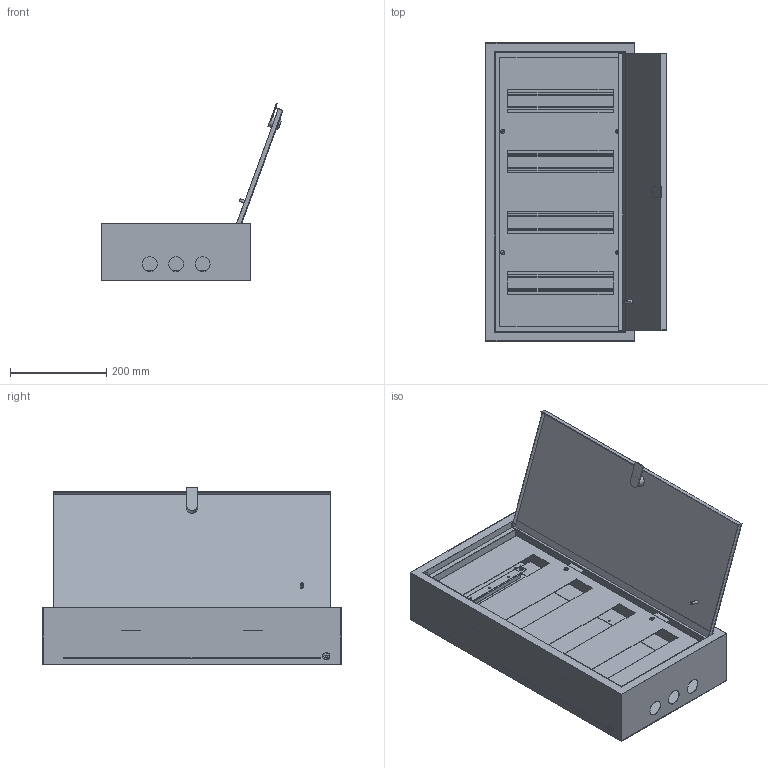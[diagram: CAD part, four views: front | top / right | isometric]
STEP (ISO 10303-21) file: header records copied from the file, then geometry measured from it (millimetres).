
FILE_DESCRIPTION (( 'STEP AP214' ), '1' );
FILE_NAME ('ShRN-48_IP31.STEP', '2016-11-14T05:22:36', ( 'user' ), ( '' ), 'SwSTEP 2.0', 'SolidWorks 2014', '' );
FILE_SCHEMA (( 'AUTOMOTIVE_DESIGN' ));
Length unit declared in the file: millimetre
Products named in the file (7): SC GOST 17473_gost_‚¨­â A.M5x10 ƒŽ‘’ 17473-80; ShRN-48_IP31; Obolochka_SHRN_48; Panel_剞ｭ-48; Dver_SHRN_48; DIN-Reika_12 ｬｮ､罩･ｩ; Reika_702.002-03
Assembly tree (25 placements, depth 2):
  ShRN-48_IP31
    Obolochka_SHRN_48
    Dver_SHRN_48
    DIN-Reika_12 ｬｮ､罩･ｩ  x4
    Panel_剞ｭ-48
    SC GOST 17473_gost_‚¨­â A.M5x10 ƒŽ‘’ 17473-80  x16
    Reika_702.002-03  x2
Bounding box: 377.82 x 620 x 369.11 mm (x, y, z)
Volume: 883863.6 mm3; surface area: 1781417.6 mm2
Topology: 30 solids, 30 shells, 595 faces, 1374 edges, 868 vertices
Faces by surface type: plane 359, cylinder 200, sphere 32, cone 4
Entity records: 9874 total; most frequent: DIRECTION 1697, CARTESIAN_POINT 1606, ORIENTED_EDGE 1542, EDGE_CURVE 771, AXIS2_PLACEMENT_3D 591, LINE 515, VECTOR 515, VERTEX_POINT 500
